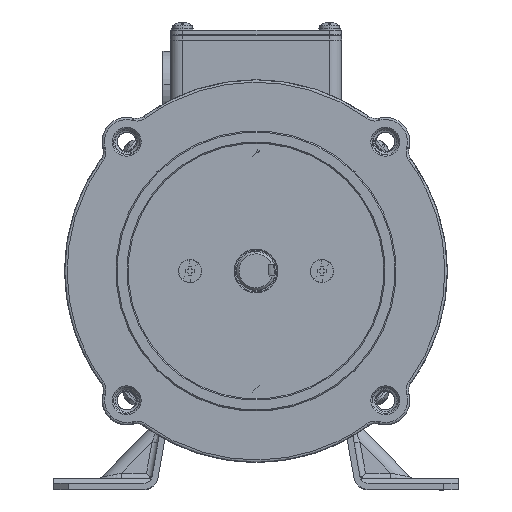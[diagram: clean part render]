
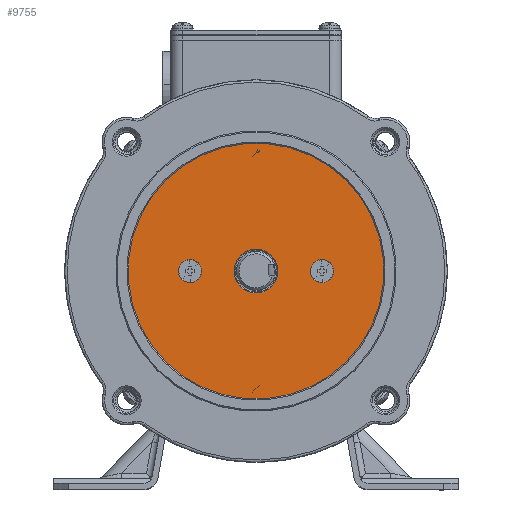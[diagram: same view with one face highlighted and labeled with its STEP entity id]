
A CAD part, top view. The second image highlights one B-rep face of the part: STEP entity #9755.
In plain terms, the highlighted planar face has unit normal (0, 0, 1).
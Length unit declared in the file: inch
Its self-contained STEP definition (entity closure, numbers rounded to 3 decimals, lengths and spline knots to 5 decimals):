
#2547 = CARTESIAN_POINT ( 'NONE',  ( 0.06091, -1.2632, 10.16929 ) ) ;
#5376 = CIRCLE ( 'NONE', #9142, 0.18701 ) ;
#6070 = ORIENTED_EDGE ( 'NONE', *, *, #120569, .T. ) ;
#6571 = VERTEX_POINT ( 'NONE', #109983 ) ;
#9142 = AXIS2_PLACEMENT_3D ( 'NONE', #112305, #103271, #36779 ) ;
#9510 = AXIS2_PLACEMENT_3D ( 'NONE', #120170, #91811, #101244 ) ;
#9755 = ADVANCED_FACE ( 'NONE', ( #19905, #69821, #43534, #18493 ), #17000, .T. ) ;
#10851 = CIRCLE ( 'NONE', #20170, 2.05315 ) ;
#11285 = EDGE_CURVE ( 'NONE', #86906, #6571, #108999, .T. ) ;
#12256 = CIRCLE ( 'NONE', #9510, 0.35236 ) ;
#17000 = PLANE ( 'NONE',  #28645 ) ;
#18472 = DIRECTION ( 'NONE',  ( 0., 0., -1. ) ) ;
#18493 = FACE_BOUND ( 'NONE', #42709, .T. ) ;
#19905 = FACE_OUTER_BOUND ( 'NONE', #121848, .T. ) ;
#20170 = AXIS2_PLACEMENT_3D ( 'NONE', #48331, #20698, #95477 ) ;
#20698 = DIRECTION ( 'NONE',  ( 0., 0., 1. ) ) ;
#21007 = CIRCLE ( 'NONE', #88477, 0.18701 ) ;
#25017 = CARTESIAN_POINT ( 'NONE',  ( -0.06912, 1.13016, 10.16929 ) ) ;
#25269 = EDGE_LOOP ( 'NONE', ( #110480, #99335 ) ) ;
#28487 = CARTESIAN_POINT ( 'NONE',  ( -0.18826, -0.98427, 10.16929 ) ) ;
#28645 = AXIS2_PLACEMENT_3D ( 'NONE', #73264, #72428, #120094 ) ;
#29310 = EDGE_CURVE ( 'NONE', #53018, #63562, #35051, .T. ) ;
#29384 = AXIS2_PLACEMENT_3D ( 'NONE', #51198, #71223, #60596 ) ;
#30814 = EDGE_CURVE ( 'NONE', #48506, #95160, #92935, .T. ) ;
#34765 = CARTESIAN_POINT ( 'NONE',  ( 0.05546, 0.99069, 10.16929 ) ) ;
#35051 = CIRCLE ( 'NONE', #42555, 0.18701 ) ;
#36020 = DIRECTION ( 'NONE',  ( 0., 0., -1. ) ) ;
#36779 = DIRECTION ( 'NONE',  ( 0.666, -0.746, 0. ) ) ;
#42555 = AXIS2_PLACEMENT_3D ( 'NONE', #74755, #18472, #65687 ) ;
#42709 = EDGE_LOOP ( 'NONE', ( #68360, #71646 ) ) ;
#43534 = FACE_BOUND ( 'NONE', #72421, .T. ) ;
#44657 = DIRECTION ( 'NONE',  ( 0.666, -0.746, 0. ) ) ;
#48331 = CARTESIAN_POINT ( 'NONE',  ( -0.0041, -0.06652, 10.16929 ) ) ;
#48506 = VERTEX_POINT ( 'NONE', #49022 ) ;
#49022 = CARTESIAN_POINT ( 'NONE',  ( -0.23885, 0.19626, 10.16929 ) ) ;
#51198 = CARTESIAN_POINT ( 'NONE',  ( -0.0041, -0.06652, 10.16929 ) ) ;
#53018 = VERTEX_POINT ( 'NONE', #2547 ) ;
#55238 = ORIENTED_EDGE ( 'NONE', *, *, #11285, .T. ) ;
#58621 = DIRECTION ( 'NONE',  ( 0.666, -0.746, 0. ) ) ;
#60044 = AXIS2_PLACEMENT_3D ( 'NONE', #86406, #104058, #95853 ) ;
#60596 = DIRECTION ( 'NONE',  ( -0.666, 0.746, 0. ) ) ;
#62007 = EDGE_CURVE ( 'NONE', #95160, #48506, #12256, .T. ) ;
#62925 = AXIS2_PLACEMENT_3D ( 'NONE', #87366, #114881, #58621 ) ;
#63562 = VERTEX_POINT ( 'NONE', #28487 ) ;
#65687 = DIRECTION ( 'NONE',  ( 0.666, -0.746, 0. ) ) ;
#67693 = CIRCLE ( 'NONE', #60044, 0.18701 ) ;
#68360 = ORIENTED_EDGE ( 'NONE', *, *, #92039, .T. ) ;
#68985 = ORIENTED_EDGE ( 'NONE', *, *, #72530, .T. ) ;
#69821 = FACE_BOUND ( 'NONE', #25269, .T. ) ;
#71223 = DIRECTION ( 'NONE',  ( 0., 0., -1. ) ) ;
#71646 = ORIENTED_EDGE ( 'NONE', *, *, #78494, .T. ) ;
#72421 = EDGE_LOOP ( 'NONE', ( #111901, #68985 ) ) ;
#72428 = DIRECTION ( 'NONE',  ( 0., 0., 1. ) ) ;
#72442 = CARTESIAN_POINT ( 'NONE',  ( 1.36372, -1.59769, 10.16929 ) ) ;
#72530 = EDGE_CURVE ( 'NONE', #63562, #53018, #5376, .T. ) ;
#73264 = CARTESIAN_POINT ( 'NONE',  ( -0.0041, -0.06652, 10.16929 ) ) ;
#74755 = CARTESIAN_POINT ( 'NONE',  ( -0.06367, -1.12374, 10.16929 ) ) ;
#74859 = CARTESIAN_POINT ( 'NONE',  ( 0.18005, 0.85123, 10.16929 ) ) ;
#78494 = EDGE_CURVE ( 'NONE', #92495, #108417, #67693, .T. ) ;
#86406 = CARTESIAN_POINT ( 'NONE',  ( 0.05546, 0.99069, 10.16929 ) ) ;
#86906 = VERTEX_POINT ( 'NONE', #72442 ) ;
#87366 = CARTESIAN_POINT ( 'NONE',  ( -0.0041, -0.06652, 10.16929 ) ) ;
#88477 = AXIS2_PLACEMENT_3D ( 'NONE', #34765, #36020, #44657 ) ;
#91811 = DIRECTION ( 'NONE',  ( 0., 0., -1. ) ) ;
#92039 = EDGE_CURVE ( 'NONE', #108417, #92495, #21007, .T. ) ;
#92495 = VERTEX_POINT ( 'NONE', #25017 ) ;
#92935 = CIRCLE ( 'NONE', #29384, 0.35236 ) ;
#95160 = VERTEX_POINT ( 'NONE', #108427 ) ;
#95477 = DIRECTION ( 'NONE',  ( 0.666, -0.746, 0. ) ) ;
#95853 = DIRECTION ( 'NONE',  ( 0.666, -0.746, 0. ) ) ;
#99335 = ORIENTED_EDGE ( 'NONE', *, *, #62007, .T. ) ;
#101244 = DIRECTION ( 'NONE',  ( -0.666, 0.746, 0. ) ) ;
#103271 = DIRECTION ( 'NONE',  ( 0., 0., -1. ) ) ;
#104058 = DIRECTION ( 'NONE',  ( 0., 0., -1. ) ) ;
#108417 = VERTEX_POINT ( 'NONE', #74859 ) ;
#108427 = CARTESIAN_POINT ( 'NONE',  ( 0.23064, -0.3293, 10.16929 ) ) ;
#108999 = CIRCLE ( 'NONE', #62925, 2.05315 ) ;
#109983 = CARTESIAN_POINT ( 'NONE',  ( -1.37193, 1.46465, 10.16929 ) ) ;
#110480 = ORIENTED_EDGE ( 'NONE', *, *, #30814, .T. ) ;
#111901 = ORIENTED_EDGE ( 'NONE', *, *, #29310, .T. ) ;
#112305 = CARTESIAN_POINT ( 'NONE',  ( -0.06367, -1.12374, 10.16929 ) ) ;
#114881 = DIRECTION ( 'NONE',  ( 0., 0., 1. ) ) ;
#120094 = DIRECTION ( 'NONE',  ( 0.666, -0.746, 0. ) ) ;
#120170 = CARTESIAN_POINT ( 'NONE',  ( -0.0041, -0.06652, 10.16929 ) ) ;
#120569 = EDGE_CURVE ( 'NONE', #6571, #86906, #10851, .T. ) ;
#121848 = EDGE_LOOP ( 'NONE', ( #55238, #6070 ) ) ;
